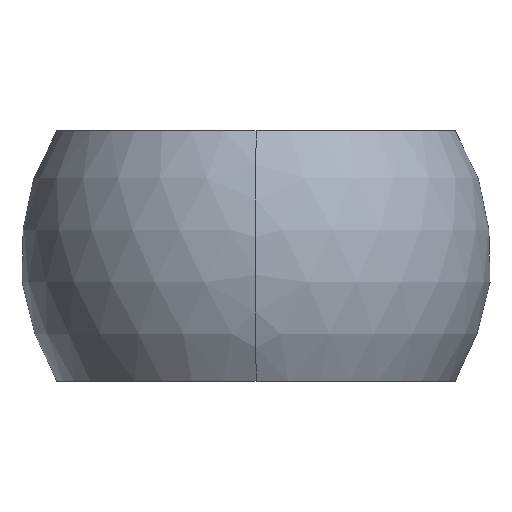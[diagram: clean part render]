
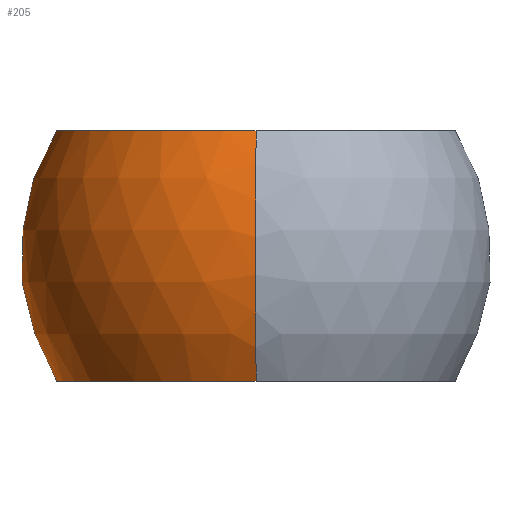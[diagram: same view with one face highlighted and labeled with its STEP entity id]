
A CAD part, left-side view. The second image highlights one B-rep face of the part: STEP entity #205.
In plain terms, the highlighted spherical face has radius 16 mm.
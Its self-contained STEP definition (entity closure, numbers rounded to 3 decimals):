
#157=EDGE_CURVE('',#161,#245,#349,.T.);
#161=VERTEX_POINT('',#353);
#169=VERTEX_POINT('',#361);
#199=EDGE_CURVE('',#245,#169,#397,.T.);
#201=EDGE_CURVE('',#211,#161,#399,.T.);
#205=ADVANCED_FACE('',(#403),#404,.T.);
#211=VERTEX_POINT('',#411);
#243=EDGE_CURVE('',#169,#211,#449,.T.);
#245=VERTEX_POINT('',#451);
#349=CIRCLE('',#778,12.121);
#353=CARTESIAN_POINT('',(10.444,8.641,-8.5));
#361=CARTESIAN_POINT('',(-13.555,0.,8.5));
#397=CIRCLE('',#837,13.555);
#399=CIRCLE('',#840,13.555);
#403=FACE_OUTER_BOUND('',#845,.T.);
#404=SPHERICAL_SURFACE('',#846,16.0);
#411=CARTESIAN_POINT('',(-13.555,0.,-8.5));
#449=CIRCLE('',#899,16.0);
#451=CARTESIAN_POINT('',(10.444,8.641,8.5));
#778=AXIS2_PLACEMENT_3D('',#1003,#1004,#1005);
#837=AXIS2_PLACEMENT_3D('',#1072,#1073,#1074);
#840=AXIS2_PLACEMENT_3D('',#1075,#1076,#1077);
#845=EDGE_LOOP('',(#1082,#1083,#1084,#1085));
#846=AXIS2_PLACEMENT_3D('',#1086,#1087,#1088);
#899=AXIS2_PLACEMENT_3D('',#1152,#1153,#1154);
#1003=CARTESIAN_POINT('',(10.444,0.0,0.0));
#1004=DIRECTION('',(1.0,0.0,0.0));
#1005=DIRECTION('',(0.0,1.0,0.0));
#1072=CARTESIAN_POINT('',(0.0,0.0,8.5));
#1073=DIRECTION('',(0.0,-0.0,1.0));
#1074=DIRECTION('',(0.0,1.0,0.0));
#1075=CARTESIAN_POINT('',(0.0,0.0,-8.5));
#1076=DIRECTION('',(-0.0,-0.0,-1.0));
#1077=DIRECTION('',(0.0,-1.0,0.0));
#1082=ORIENTED_EDGE('',*,*,#243,.F.);
#1083=ORIENTED_EDGE('',*,*,#199,.F.);
#1084=ORIENTED_EDGE('',*,*,#157,.F.);
#1085=ORIENTED_EDGE('',*,*,#201,.F.);
#1086=CARTESIAN_POINT('',(0.0,0.0,0.0));
#1087=DIRECTION('',(0.0,0.0,1.0));
#1088=DIRECTION('',(1.0,0.0,0.0));
#1152=CARTESIAN_POINT('',(0.0,0.0,0.0));
#1153=DIRECTION('',(0.,-1.0,0.0));
#1154=DIRECTION('',(0.0,0.0,1.0));
